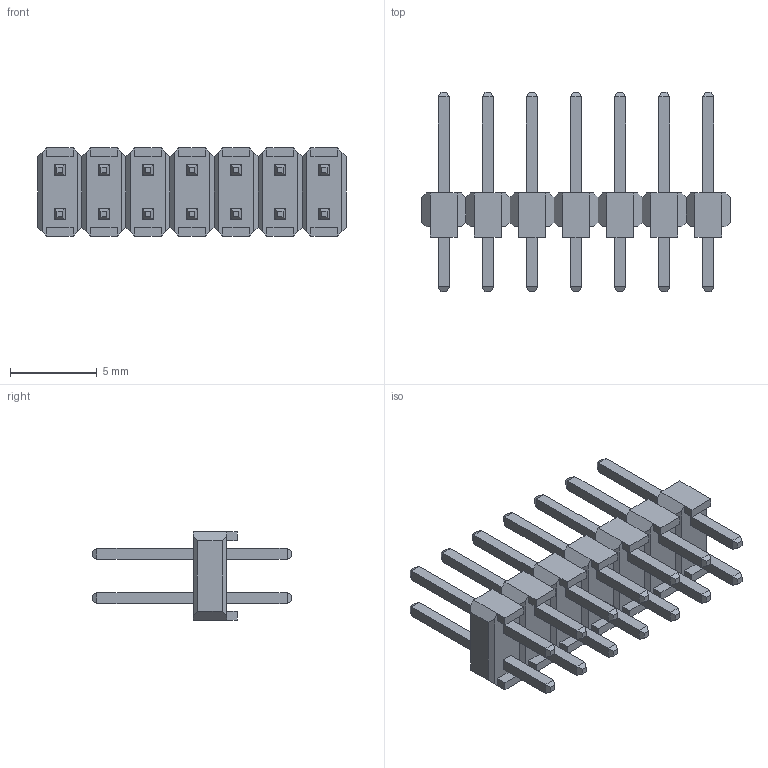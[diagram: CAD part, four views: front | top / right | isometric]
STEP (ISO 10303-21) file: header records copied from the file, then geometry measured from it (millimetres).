
FILE_DESCRIPTION((''),'2;1');
FILE_NAME('M20-976_ASM','2013-03-01T',('wbourne'),(''),'PRO/ENGINEER BY PARAMETRIC TECHNOLOGY CORPORATION, 2012230','PRO/ENGINEER BY PARAMETRIC TECHNOLOGY CORPORATION, 2012230','');
FILE_SCHEMA(('CONFIG_CONTROL_DESIGN'));
Length unit declared in the file: millimetre
Products named in the file (3): M20-976-MOULD; M20-976-PIN; M20-976_ASM
Assembly tree (15 placements, depth 2):
  M20-976_ASM
    M20-976-MOULD
    M20-976-PIN  x14
Bounding box: 17.78 x 11.48 x 5.08 mm (x, y, z)
Volume: 223.2 mm3; surface area: 775.5 mm2
Topology: 15 solids, 15 shells, 464 faces, 1096 edges, 676 vertices
Faces by surface type: plane 464
Entity records: 8620 total; most frequent: CARTESIAN_POINT 1175, ORIENTED_EDGE 1152, DIRECTION 1046, PRESENTATION_STYLE_ASSIGNMENT 587, STYLED_ITEM 578, VECTOR 576, LINE 576, CURVE_STYLE 576
